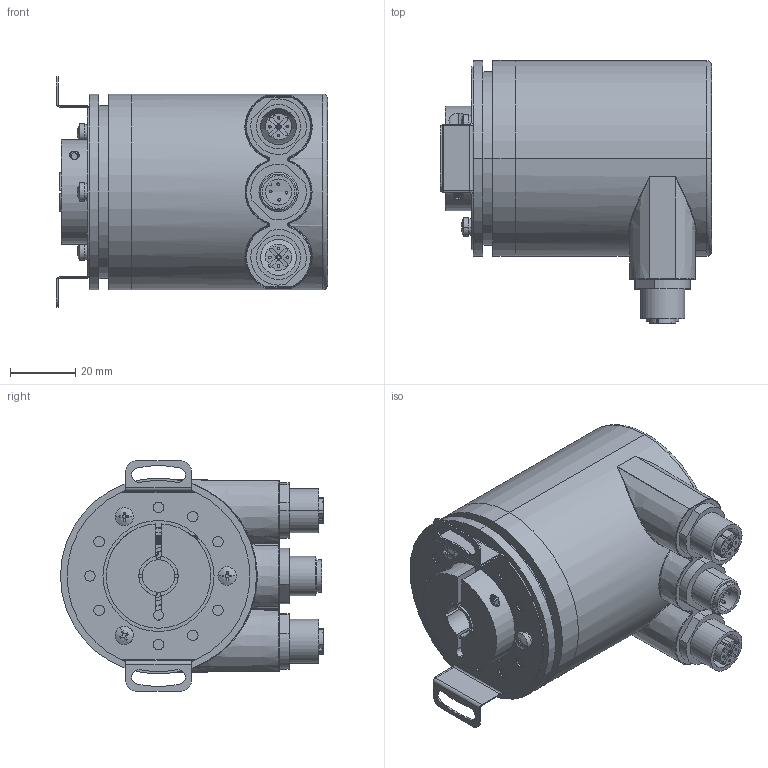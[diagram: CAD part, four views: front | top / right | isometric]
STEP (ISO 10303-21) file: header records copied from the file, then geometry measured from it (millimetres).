
FILE_DESCRIPTION (( 'STEP AP214' ), '1' );
FILE_NAME ('NCCA58B10-AP俋倛芞1.STEP', '2025-12-25T04:51:55', ( 'NING MEI' ), ( '' ), 'SwSTEP 2.0', 'SolidWorks 2014', '' );
FILE_SCHEMA (( 'AUTOMOTIVE_DESIGN' ));
Length unit declared in the file: millimetre
Products named in the file (1): NCCA58B10-AP俋倛芞1
Bounding box: 83 x 80.5 x 70.5 mm (x, y, z)
Surface area: 33672.1 mm2 (no closed solid volume)
Topology: 0 solids, 102 shells, 615 faces, 2775 edges, 2281 vertices
Faces by surface type: plane 279, cylinder 257, bspline 55, cone 24
Full cylindrical faces by diameter (mm): 0.8 x12
Entity records: 53244 total; most frequent: CARTESIAN_POINT 27123, ORIENTED_EDGE 4298, DIRECTION 2809, EDGE_CURVE 2760, VERTEX_POINT 2289, B_SPLINE_CURVE_WITH_KNOTS 1267, VECTOR 953, LINE 953
